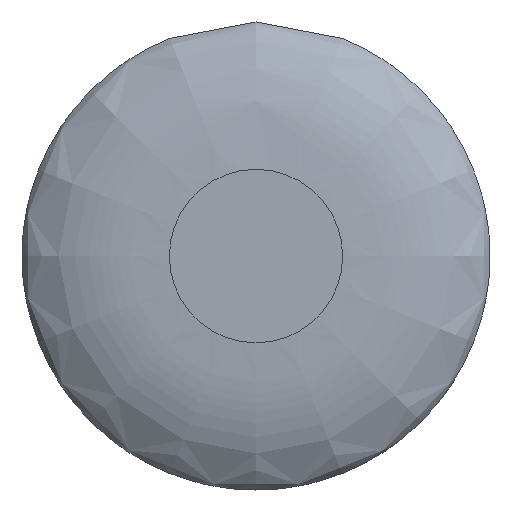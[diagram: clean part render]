
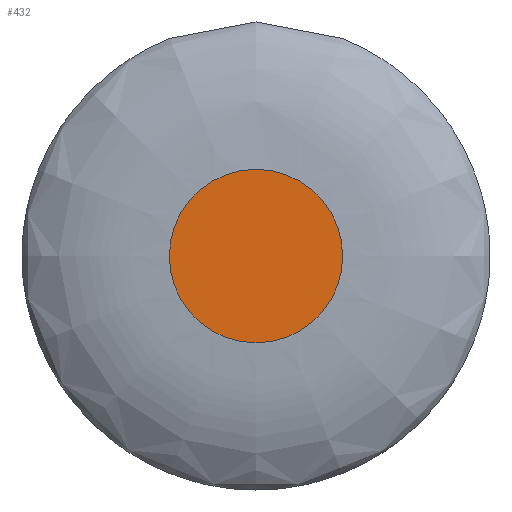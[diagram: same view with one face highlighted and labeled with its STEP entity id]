
A CAD part, front view. The second image highlights one B-rep face of the part: STEP entity #432.
In plain terms, the highlighted planar face has unit normal (0, -1, 0).
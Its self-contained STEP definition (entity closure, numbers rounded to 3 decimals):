
#85=PLANE('',#511);
#116=FACE_OUTER_BOUND('',#159,.T.);
#159=EDGE_LOOP('',(#354));
#202=CIRCLE('',#509,48.148);
#240=VERTEX_POINT('',#1321);
#281=EDGE_CURVE('',#240,#240,#202,.T.);
#354=ORIENTED_EDGE('',*,*,#281,.F.);
#432=ADVANCED_FACE('',(#116),#85,.T.);
#509=AXIS2_PLACEMENT_3D('',#1323,#615,#616);
#511=AXIS2_PLACEMENT_3D('',#1325,#619,#620);
#615=DIRECTION('center_axis',(0.,1.,0.));
#616=DIRECTION('ref_axis',(1.,0.,0.));
#619=DIRECTION('center_axis',(0.,-1.,0.));
#620=DIRECTION('ref_axis',(0.,0.,-1.));
#1321=CARTESIAN_POINT('',(0.,-27.222,-52.38));
#1323=CARTESIAN_POINT('Origin',(0.,-27.222,-4.231));
#1325=CARTESIAN_POINT('Origin',(0.,-27.222,43.917));
